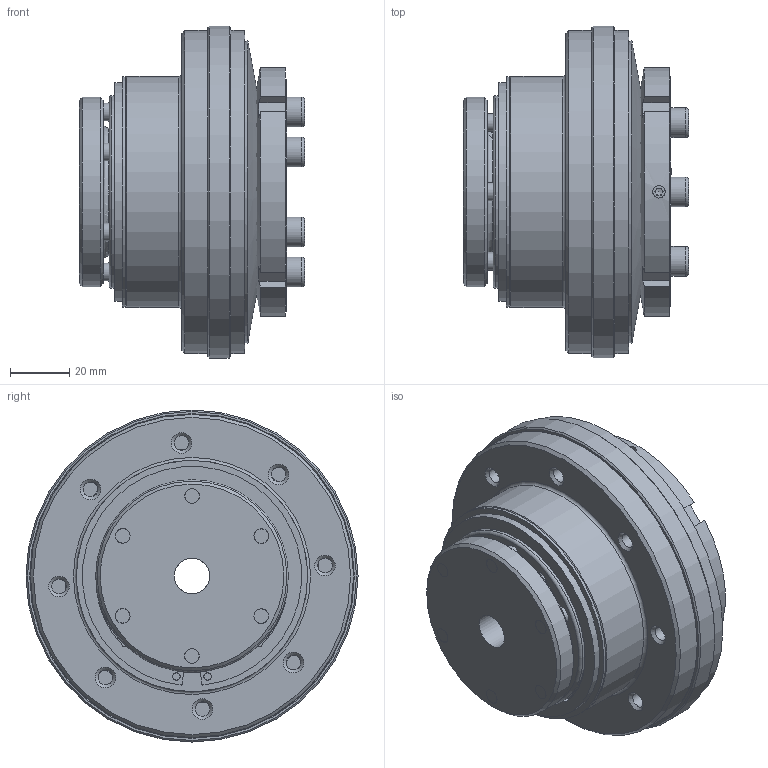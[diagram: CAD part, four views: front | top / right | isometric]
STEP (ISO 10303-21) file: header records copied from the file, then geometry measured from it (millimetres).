
FILE_DESCRIPTION(/* description */ ('Unknown','CAx-IF Rec.Pracs.---Representation and Presentation of Product Manufacturing Information (PMI)---4.0---2014-10-13','CAx-IF Rec.Pracs.---3D Tessellated Geometry---0.4---2014-09-14','2;1'),/* implementation_level */ '2;1');
FILE_NAME(/* name */ 'SKR-K 105',/* time_stamp */ '2023-03-23T15:50:32+01:00',/* author */ ('Unknown'),/* organization */ ('Unknown'),/* preprocessor_version */ 'ST-DEVELOPER v18.102',/* originating_system */ 'Solid Edge',/* authorisation */ 'Unknown');
FILE_SCHEMA (('AP242_MANAGED_MODEL_BASED_3D_ENGINEERING_MIM_LF { 1 0 10303 442 1 1 4 }'));
Length unit declared in the file: millimetre
Products named in the file (14): 00524398; 27924302; 20124306_oa_0; KT101645; KT102054; 20424603; 20424301; kt103850; 20823974; 20906164; kt100051; 20618006; 27124411; Text SKR - Logo Serie K 105
Assembly tree (18 placements, depth 3):
  00524398
    27924302
    20124306_oa_0
    KT101645  x6
    KT102054
    20424603
      20424301
      kt103850
    20823974
    20906164
    kt100051
    20618006
    27124411
    Text SKR - Logo Serie K 105
Bounding box: 76 x 112 x 112 mm (x, y, z)
Volume: 348961.7 mm3; surface area: 151398.5 mm2
Topology: 55 solids, 55 shells, 732 faces, 1780 edges, 1163 vertices
Faces by surface type: plane 462, cylinder 123, cone 71, bspline 41, torus 35
Full cylindrical faces by diameter (mm): 2.5 x2, 4.2 x2, 4.917 x17, 4.92 x2, 5 x1, 5.412 x2, 6 x6, 6.4 x9, 7.5 x13, 10 x6, 12 x1, 39 x1, 48.124 x1, 49.1 x1, 62.5 x1, 63 x1, 64 x1, 65 x2, 65.2 x2, 65.3 x3, 70 x2, 78 x4, 86 x1, 109 x2, 109.5 x2, 112 x1
Entity records: 20228 total; most frequent: CARTESIAN_POINT 6143, ORIENTED_EDGE 2646, DIRECTION 2490, EDGE_CURVE 1323, AXIS2_PLACEMENT_3D 974, VERTEX_POINT 965, FACE_BOUND 916, EDGE_LOOP 900
